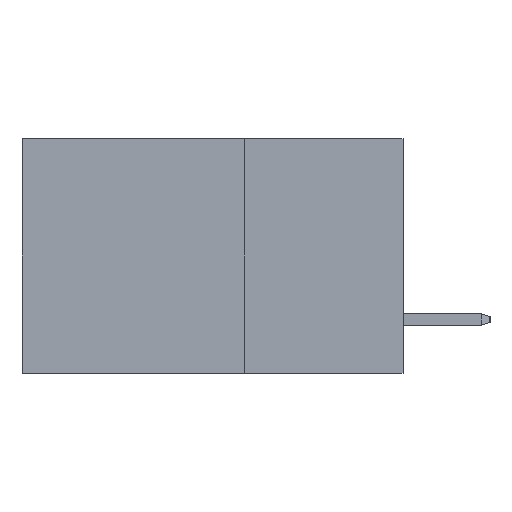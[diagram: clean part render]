
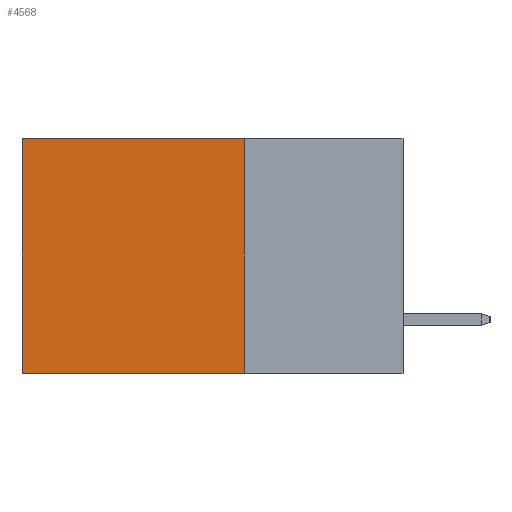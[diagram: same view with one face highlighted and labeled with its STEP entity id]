
A CAD part, left-side view. The second image highlights one B-rep face of the part: STEP entity #4568.
In plain terms, the highlighted planar face has unit normal (-1, 0, 0).
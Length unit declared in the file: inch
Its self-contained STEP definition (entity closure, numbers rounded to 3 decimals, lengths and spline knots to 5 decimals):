
#264 = CARTESIAN_POINT ( 'NONE',  ( 0.2875, 0.25, -0.37 ) ) ;
#716 = DIRECTION ( 'NONE',  ( 0., 1., 0. ) ) ;
#927 = FACE_OUTER_BOUND ( 'NONE', #1443, .T. ) ;
#1443 = EDGE_LOOP ( 'NONE', ( #7368, #6868, #8486, #4793 ) ) ;
#1602 = VECTOR ( 'NONE', #3443, 39.37008 ) ;
#2399 = LINE ( 'NONE', #264, #9906 ) ;
#3292 = LINE ( 'NONE', #5278, #6483 ) ;
#3443 = DIRECTION ( 'NONE',  ( 0., 0., -1. ) ) ;
#3838 = CARTESIAN_POINT ( 'NONE',  ( 0.2875, 0.6, 0. ) ) ;
#4496 = CARTESIAN_POINT ( 'NONE',  ( 0.2875, 0.25, -0.37 ) ) ;
#4568 = ADVANCED_FACE ( 'NONE', ( #927 ), #12059, .F. ) ;
#4793 = ORIENTED_EDGE ( 'NONE', *, *, #12045, .T. ) ;
#5278 = CARTESIAN_POINT ( 'NONE',  ( 0.2875, 0.6, 0. ) ) ;
#5535 = VERTEX_POINT ( 'NONE', #8906 ) ;
#5810 = VERTEX_POINT ( 'NONE', #4496 ) ;
#5820 = LINE ( 'NONE', #11916, #8968 ) ;
#6437 = DIRECTION ( 'NONE',  ( 0., 0., -1. ) ) ;
#6483 = VECTOR ( 'NONE', #6437, 39.37008 ) ;
#6868 = ORIENTED_EDGE ( 'NONE', *, *, #10751, .F. ) ;
#7101 = VERTEX_POINT ( 'NONE', #7333 ) ;
#7214 = CARTESIAN_POINT ( 'NONE',  ( 0.2875, 0.25, 0. ) ) ;
#7333 = CARTESIAN_POINT ( 'NONE',  ( 0.2875, 0.25, 0. ) ) ;
#7368 = ORIENTED_EDGE ( 'NONE', *, *, #9191, .T. ) ;
#7531 = AXIS2_PLACEMENT_3D ( 'NONE', #7214, #12112, #11268 ) ;
#7597 = DIRECTION ( 'NONE',  ( 0., 1., 0. ) ) ;
#8486 = ORIENTED_EDGE ( 'NONE', *, *, #12803, .F. ) ;
#8906 = CARTESIAN_POINT ( 'NONE',  ( 0.2875, 0.6, -0.37 ) ) ;
#8968 = VECTOR ( 'NONE', #716, 39.37008 ) ;
#9191 = EDGE_CURVE ( 'NONE', #10061, #5535, #3292, .T. ) ;
#9906 = VECTOR ( 'NONE', #7597, 39.37008 ) ;
#10061 = VERTEX_POINT ( 'NONE', #3838 ) ;
#10751 = EDGE_CURVE ( 'NONE', #5810, #5535, #2399, .T. ) ;
#11268 = DIRECTION ( 'NONE',  ( 0., 0., -1. ) ) ;
#11916 = CARTESIAN_POINT ( 'NONE',  ( 0.2875, 0.25, 0. ) ) ;
#12045 = EDGE_CURVE ( 'NONE', #7101, #10061, #5820, .T. ) ;
#12059 = PLANE ( 'NONE',  #7531 ) ;
#12112 = DIRECTION ( 'NONE',  ( 1., 0., 0. ) ) ;
#12440 = LINE ( 'NONE', #12624, #1602 ) ;
#12624 = CARTESIAN_POINT ( 'NONE',  ( 0.2875, 0.25, 0. ) ) ;
#12803 = EDGE_CURVE ( 'NONE', #7101, #5810, #12440, .T. ) ;
